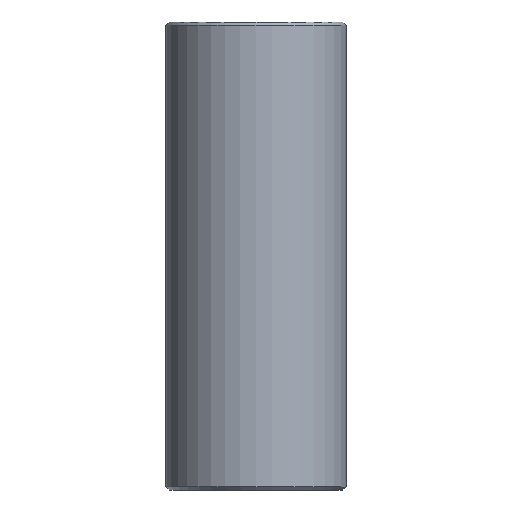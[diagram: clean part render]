
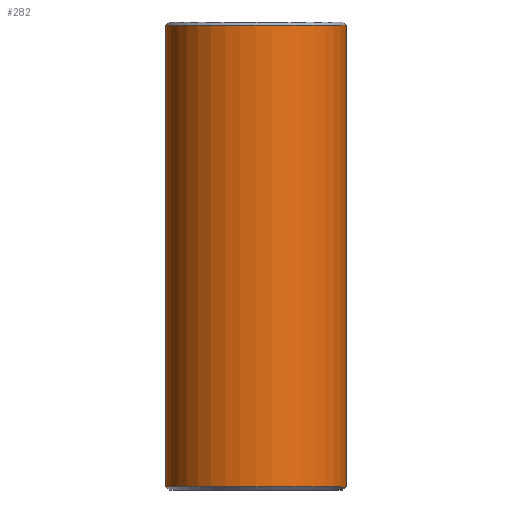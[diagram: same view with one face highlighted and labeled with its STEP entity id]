
A CAD part, front view. The second image highlights one B-rep face of the part: STEP entity #282.
In plain terms, the highlighted cylindrical face has radius 13.5 mm (diameter 27 mm), a partial arc.
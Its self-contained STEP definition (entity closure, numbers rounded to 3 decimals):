
#10 = CARTESIAN_POINT ( 'NONE',  ( -13.5, 0., 0.5 ) ) ;
#13 = ORIENTED_EDGE ( 'NONE', *, *, #141, .T. ) ;
#17 = DIRECTION ( 'NONE',  ( 0., 0., -1. ) ) ;
#23 = CARTESIAN_POINT ( 'NONE',  ( 0., 0., 0.5 ) ) ;
#36 = CARTESIAN_POINT ( 'NONE',  ( -13.5, 0., 70. ) ) ;
#38 = EDGE_CURVE ( 'NONE', #131, #264, #213, .T. ) ;
#39 = CARTESIAN_POINT ( 'NONE',  ( -13.5, 0., 69.5 ) ) ;
#44 = CARTESIAN_POINT ( 'NONE',  ( 13.5, 0., 70. ) ) ;
#62 = ORIENTED_EDGE ( 'NONE', *, *, #224, .T. ) ;
#68 = DIRECTION ( 'NONE',  ( 1., 0., 0. ) ) ;
#74 = DIRECTION ( 'NONE',  ( 0., 0., -1. ) ) ;
#103 = VERTEX_POINT ( 'NONE', #10 ) ;
#124 = AXIS2_PLACEMENT_3D ( 'NONE', #210, #74, #208 ) ;
#127 = DIRECTION ( 'NONE',  ( 0., 0., -1. ) ) ;
#128 = CYLINDRICAL_SURFACE ( 'NONE', #124, 13.5 ) ;
#129 = ORIENTED_EDGE ( 'NONE', *, *, #270, .T. ) ;
#131 = VERTEX_POINT ( 'NONE', #337 ) ;
#141 = EDGE_CURVE ( 'NONE', #131, #201, #271, .T. ) ;
#142 = AXIS2_PLACEMENT_3D ( 'NONE', #23, #187, #234 ) ;
#156 = CARTESIAN_POINT ( 'NONE',  ( 13.5, 0., 0.5 ) ) ;
#160 = EDGE_LOOP ( 'NONE', ( #220, #13, #62, #129 ) ) ;
#187 = DIRECTION ( 'NONE',  ( 0., 0., 1. ) ) ;
#201 = VERTEX_POINT ( 'NONE', #39 ) ;
#205 = CARTESIAN_POINT ( 'NONE',  ( 0., 0., 69.5 ) ) ;
#208 = DIRECTION ( 'NONE',  ( -1., 0., 0. ) ) ;
#210 = CARTESIAN_POINT ( 'NONE',  ( 0., 0., 70. ) ) ;
#213 = LINE ( 'NONE', #44, #314 ) ;
#220 = ORIENTED_EDGE ( 'NONE', *, *, #38, .F. ) ;
#224 = EDGE_CURVE ( 'NONE', #201, #103, #288, .T. ) ;
#234 = DIRECTION ( 'NONE',  ( 1., 0., 0. ) ) ;
#264 = VERTEX_POINT ( 'NONE', #156 ) ;
#265 = DIRECTION ( 'NONE',  ( 0., 0., -1. ) ) ;
#270 = EDGE_CURVE ( 'NONE', #103, #264, #303, .T. ) ;
#271 = CIRCLE ( 'NONE', #344, 13.5 ) ;
#282 = ADVANCED_FACE ( 'NONE', ( #346 ), #128, .T. ) ;
#288 = LINE ( 'NONE', #36, #334 ) ;
#303 = CIRCLE ( 'NONE', #142, 13.5 ) ;
#314 = VECTOR ( 'NONE', #265, 1000. ) ;
#334 = VECTOR ( 'NONE', #17, 1000. ) ;
#337 = CARTESIAN_POINT ( 'NONE',  ( 13.5, 0., 69.5 ) ) ;
#344 = AXIS2_PLACEMENT_3D ( 'NONE', #205, #127, #68 ) ;
#346 = FACE_OUTER_BOUND ( 'NONE', #160, .T. ) ;
